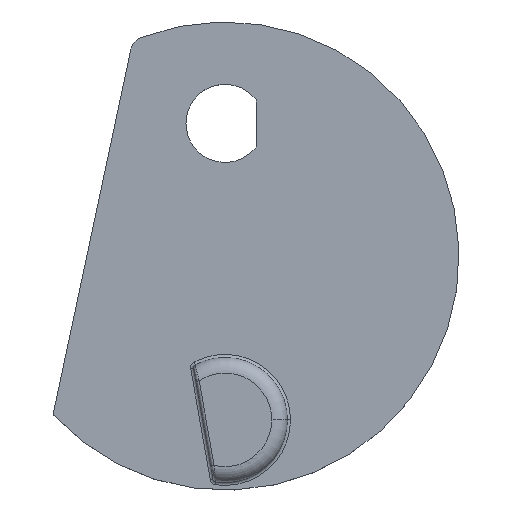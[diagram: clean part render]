
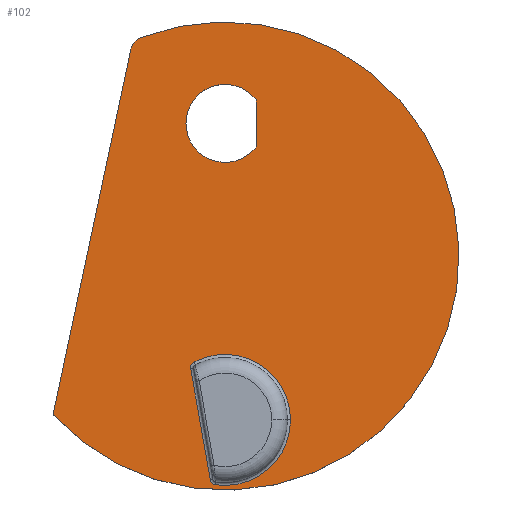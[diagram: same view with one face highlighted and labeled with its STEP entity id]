
A CAD part, top view. The second image highlights one B-rep face of the part: STEP entity #102.
In plain terms, the highlighted planar face has unit normal (0, 0, 1).
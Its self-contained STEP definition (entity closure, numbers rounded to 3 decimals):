
#5 = DIRECTION ( 'NONE',  ( 0., 0., 1. ) ) ;
#8 = DIRECTION ( 'NONE',  ( 1., 0., 0. ) ) ;
#20 = AXIS2_PLACEMENT_3D ( 'NONE', #40, #44, #249 ) ;
#26 = EDGE_LOOP ( 'NONE', ( #398, #796, #854 ) ) ;
#40 = CARTESIAN_POINT ( 'NONE',  ( -0.547, -14.26, 2. ) ) ;
#44 = DIRECTION ( 'NONE',  ( 0., 0., 1. ) ) ;
#45 = EDGE_CURVE ( 'NONE', #832, #798, #57, .T. ) ;
#46 = VERTEX_POINT ( 'NONE', #818 ) ;
#56 = CIRCLE ( 'NONE', #312, 2.5 ) ;
#57 = CIRCLE ( 'NONE', #183, 0.4 ) ;
#58 = AXIS2_PLACEMENT_3D ( 'NONE', #813, #343, #8 ) ;
#76 = CARTESIAN_POINT ( 'NONE',  ( 0., 8.5, 2. ) ) ;
#102 = ADVANCED_FACE ( 'NONE', ( #117, #405, #217 ), #341, .T. ) ;
#103 = DIRECTION ( 'NONE',  ( -0.208, -0.978, 0. ) ) ;
#117 = FACE_BOUND ( 'NONE', #209, .T. ) ;
#125 = VERTEX_POINT ( 'NONE', #698 ) ;
#131 = CARTESIAN_POINT ( 'NONE',  ( 0., -10.5, 2. ) ) ;
#135 = VERTEX_POINT ( 'NONE', #428 ) ;
#143 = CIRCLE ( 'NONE', #656, 1. ) ;
#144 = DIRECTION ( 'NONE',  ( 1., 0., 0. ) ) ;
#155 = EDGE_CURVE ( 'NONE', #844, #46, #56, .T. ) ;
#157 = DIRECTION ( 'NONE',  ( 0., 0., 1. ) ) ;
#170 = VERTEX_POINT ( 'NONE', #693 ) ;
#175 = VERTEX_POINT ( 'NONE', #421 ) ;
#183 = AXIS2_PLACEMENT_3D ( 'NONE', #406, #739, #336 ) ;
#185 = EDGE_LOOP ( 'NONE', ( #685, #644, #324 ) ) ;
#196 = DIRECTION ( 'NONE',  ( 0., 0., 1. ) ) ;
#209 = EDGE_LOOP ( 'NONE', ( #596, #808, #291, #226, #225 ) ) ;
#216 = EDGE_CURVE ( 'NONE', #135, #615, #143, .T. ) ;
#217 = FACE_OUTER_BOUND ( 'NONE', #185, .T. ) ;
#225 = ORIENTED_EDGE ( 'NONE', *, *, #435, .T. ) ;
#226 = ORIENTED_EDGE ( 'NONE', *, *, #452, .T. ) ;
#245 = VECTOR ( 'NONE', #726, 1000. ) ;
#249 = DIRECTION ( 'NONE',  ( 1., 0., 0. ) ) ;
#252 = AXIS2_PLACEMENT_3D ( 'NONE', #654, #531, #535 ) ;
#261 = EDGE_CURVE ( 'NONE', #844, #170, #281, .T. ) ;
#281 = LINE ( 'NONE', #715, #344 ) ;
#291 = ORIENTED_EDGE ( 'NONE', *, *, #45, .F. ) ;
#292 = AXIS2_PLACEMENT_3D ( 'NONE', #750, #5, #419 ) ;
#296 = DIRECTION ( 'NONE',  ( 0., -1., 0. ) ) ;
#312 = AXIS2_PLACEMENT_3D ( 'NONE', #76, #561, #691 ) ;
#313 = CARTESIAN_POINT ( 'NONE',  ( -5.921, 13.782, 2. ) ) ;
#318 = AXIS2_PLACEMENT_3D ( 'NONE', #409, #196, #605 ) ;
#324 = ORIENTED_EDGE ( 'NONE', *, *, #708, .T. ) ;
#332 = CIRCLE ( 'NONE', #20, 0.4 ) ;
#336 = DIRECTION ( 'NONE',  ( 1., 0., 0. ) ) ;
#341 = PLANE ( 'NONE',  #292 ) ;
#343 = DIRECTION ( 'NONE',  ( 0., 0., -1. ) ) ;
#344 = VECTOR ( 'NONE', #296, 1000. ) ;
#349 = CARTESIAN_POINT ( 'NONE',  ( -11.014, -10.182, 2. ) ) ;
#374 = CARTESIAN_POINT ( 'NONE',  ( -5.052, 13.057, 2. ) ) ;
#382 = CIRCLE ( 'NONE', #58, 4.2 ) ;
#398 = ORIENTED_EDGE ( 'NONE', *, *, #155, .F. ) ;
#405 = FACE_BOUND ( 'NONE', #26, .T. ) ;
#406 = CARTESIAN_POINT ( 'NONE',  ( -1.8, -7.154, 2. ) ) ;
#409 = CARTESIAN_POINT ( 'NONE',  ( 0., 0., 2. ) ) ;
#419 = DIRECTION ( 'NONE',  ( 1., 0., 0. ) ) ;
#421 = CARTESIAN_POINT ( 'NONE',  ( 4.2, -10.5, 2. ) ) ;
#428 = CARTESIAN_POINT ( 'NONE',  ( -5.413, 13.989, 2. ) ) ;
#435 = EDGE_CURVE ( 'NONE', #175, #752, #759, .T. ) ;
#448 = AXIS2_PLACEMENT_3D ( 'NONE', #131, #482, #144 ) ;
#452 = EDGE_CURVE ( 'NONE', #832, #175, #382, .T. ) ;
#460 = CARTESIAN_POINT ( 'NONE',  ( -1.99, -6.801, 2. ) ) ;
#482 = DIRECTION ( 'NONE',  ( 0., 0., -1. ) ) ;
#512 = LINE ( 'NONE', #313, #625 ) ;
#531 = DIRECTION ( 'NONE',  ( 0., 0., 1. ) ) ;
#535 = DIRECTION ( 'NONE',  ( 1., 0., 0. ) ) ;
#561 = DIRECTION ( 'NONE',  ( 0., 0., 1. ) ) ;
#569 = VERTEX_POINT ( 'NONE', #349 ) ;
#596 = ORIENTED_EDGE ( 'NONE', *, *, #842, .F. ) ;
#597 = CARTESIAN_POINT ( 'NONE',  ( 2., 10., 2. ) ) ;
#598 = CARTESIAN_POINT ( 'NONE',  ( -2.194, -7.223, 2. ) ) ;
#605 = DIRECTION ( 'NONE',  ( 1., 0., 0. ) ) ;
#615 = VERTEX_POINT ( 'NONE', #773 ) ;
#625 = VECTOR ( 'NONE', #103, 1000. ) ;
#639 = LINE ( 'NONE', #789, #245 ) ;
#644 = ORIENTED_EDGE ( 'NONE', *, *, #216, .T. ) ;
#654 = CARTESIAN_POINT ( 'NONE',  ( 0., 8.5, 2. ) ) ;
#656 = AXIS2_PLACEMENT_3D ( 'NONE', #374, #157, #707 ) ;
#685 = ORIENTED_EDGE ( 'NONE', *, *, #865, .T. ) ;
#691 = DIRECTION ( 'NONE',  ( 1., 0., 0. ) ) ;
#693 = CARTESIAN_POINT ( 'NONE',  ( 2., 7., 2. ) ) ;
#698 = CARTESIAN_POINT ( 'NONE',  ( -0.941, -14.33, 2. ) ) ;
#707 = DIRECTION ( 'NONE',  ( 1., 0., 0. ) ) ;
#708 = EDGE_CURVE ( 'NONE', #615, #569, #512, .T. ) ;
#715 = CARTESIAN_POINT ( 'NONE',  ( 2., 10., 2. ) ) ;
#726 = DIRECTION ( 'NONE',  ( -0.174, 0.985, 0. ) ) ;
#739 = DIRECTION ( 'NONE',  ( 0., 0., 1. ) ) ;
#748 = EDGE_CURVE ( 'NONE', #125, #798, #639, .T. ) ;
#750 = CARTESIAN_POINT ( 'NONE',  ( 0., 0., 2. ) ) ;
#752 = VERTEX_POINT ( 'NONE', #869 ) ;
#759 = CIRCLE ( 'NONE', #448, 4.2 ) ;
#773 = CARTESIAN_POINT ( 'NONE',  ( -6.031, 13.264, 2. ) ) ;
#789 = CARTESIAN_POINT ( 'NONE',  ( -3.363, -0.593, 2. ) ) ;
#796 = ORIENTED_EDGE ( 'NONE', *, *, #261, .T. ) ;
#797 = EDGE_CURVE ( 'NONE', #46, #170, #810, .T. ) ;
#798 = VERTEX_POINT ( 'NONE', #598 ) ;
#808 = ORIENTED_EDGE ( 'NONE', *, *, #748, .T. ) ;
#810 = CIRCLE ( 'NONE', #252, 2.5 ) ;
#813 = CARTESIAN_POINT ( 'NONE',  ( 0., -10.5, 2. ) ) ;
#818 = CARTESIAN_POINT ( 'NONE',  ( -2.5, 8.5, 2. ) ) ;
#832 = VERTEX_POINT ( 'NONE', #460 ) ;
#842 = EDGE_CURVE ( 'NONE', #125, #752, #332, .T. ) ;
#844 = VERTEX_POINT ( 'NONE', #597 ) ;
#847 = CIRCLE ( 'NONE', #318, 15. ) ;
#854 = ORIENTED_EDGE ( 'NONE', *, *, #797, .F. ) ;
#865 = EDGE_CURVE ( 'NONE', #569, #135, #847, .T. ) ;
#869 = CARTESIAN_POINT ( 'NONE',  ( -0.605, -14.656, 2. ) ) ;
